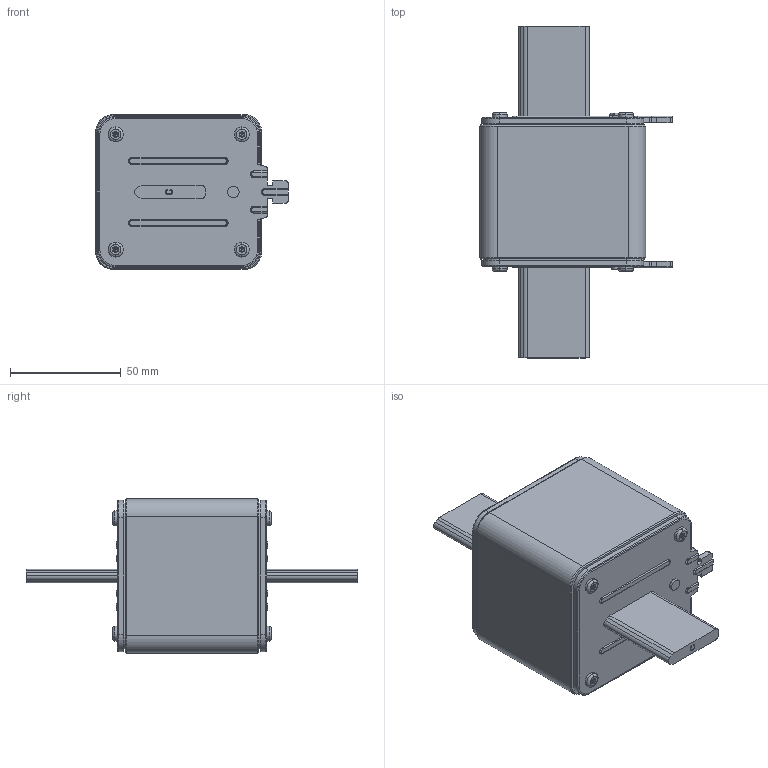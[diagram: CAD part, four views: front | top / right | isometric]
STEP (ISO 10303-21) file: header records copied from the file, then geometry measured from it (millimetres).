
FILE_DESCRIPTION (( 'STEP AP203' ), '1' );
FILE_NAME ('Assy -260.step', '2017-08-24T14:28:17', ( '' ), ( '' ), 'SwSTEP 2.0', 'SolidWorks 2013', '' );
FILE_SCHEMA (( 'CONFIG_CONTROL_DESIGN' ));
Length unit declared in the file: millimetre
Products named in the file (1): Assy -260
Bounding box: 87 x 150 x 70 mm (x, y, z)
Volume: 365160.7 mm3; surface area: 37333 mm2
Topology: 1 solids, 1 shells, 652 faces, 1622 edges, 929 vertices
Faces by surface type: cylinder 263, cone 160, plane 157, torus 54, bspline 16, sphere 2
Entity records: 20135 total; most frequent: CARTESIAN_POINT 4812, DIRECTION 3364, ORIENTED_EDGE 3100, EDGE_CURVE 1550, AXIS2_PLACEMENT_3D 1281, VERTEX_POINT 929, LINE 802, VECTOR 802
